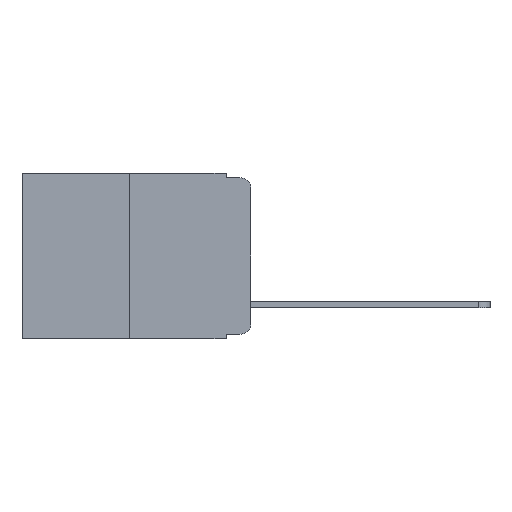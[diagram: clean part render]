
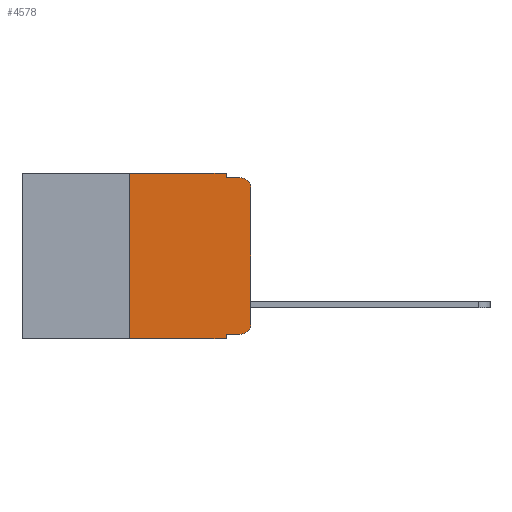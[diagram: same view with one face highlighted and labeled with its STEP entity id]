
A CAD part, left-side view. The second image highlights one B-rep face of the part: STEP entity #4578.
In plain terms, the highlighted planar face has unit normal (-1, 0, 0).
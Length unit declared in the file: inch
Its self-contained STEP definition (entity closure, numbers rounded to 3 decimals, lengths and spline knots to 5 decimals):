
#192 = CARTESIAN_POINT ( 'NONE',  ( 0., 0.051, 0. ) ) ;
#348 = EDGE_CURVE ( 'NONE', #8140, #11271, #458, .T. ) ;
#458 = CIRCLE ( 'NONE', #4739, 0.02 ) ;
#459 = CARTESIAN_POINT ( 'NONE',  ( 0., 0.25, 0. ) ) ;
#500 = CIRCLE ( 'NONE', #11290, 0.02 ) ;
#979 = CARTESIAN_POINT ( 'NONE',  ( 0., 0.051, -0.01 ) ) ;
#1108 = DIRECTION ( 'NONE',  ( -1., 0., 0. ) ) ;
#1116 = DIRECTION ( 'NONE',  ( 0., 0., -1. ) ) ;
#1217 = CARTESIAN_POINT ( 'NONE',  ( 0., 0.02, -0.313 ) ) ;
#1294 = EDGE_LOOP ( 'NONE', ( #5685, #9224, #11925, #11486, #7139, #4318, #10023, #12017, #8290, #2890 ) ) ;
#1382 = VECTOR ( 'NONE', #4115, 39.37008 ) ;
#1563 = LINE ( 'NONE', #459, #3957 ) ;
#1619 = LINE ( 'NONE', #7698, #11278 ) ;
#1753 = VERTEX_POINT ( 'NONE', #5609 ) ;
#2124 = VERTEX_POINT ( 'NONE', #7514 ) ;
#2248 = VERTEX_POINT ( 'NONE', #9644 ) ;
#2503 = DIRECTION ( 'NONE',  ( 0., 0., -1. ) ) ;
#2890 = ORIENTED_EDGE ( 'NONE', *, *, #348, .T. ) ;
#3040 = CARTESIAN_POINT ( 'NONE',  ( 0., 0.02, -0.03 ) ) ;
#3072 = DIRECTION ( 'NONE',  ( -1., 0., 0. ) ) ;
#3092 = VERTEX_POINT ( 'NONE', #5864 ) ;
#3332 = VERTEX_POINT ( 'NONE', #10770 ) ;
#3957 = VECTOR ( 'NONE', #8461, 39.37008 ) ;
#4035 = VERTEX_POINT ( 'NONE', #6894 ) ;
#4115 = DIRECTION ( 'NONE',  ( 0., 0., -1. ) ) ;
#4318 = ORIENTED_EDGE ( 'NONE', *, *, #7965, .F. ) ;
#4361 = LINE ( 'NONE', #192, #1382 ) ;
#4578 = ADVANCED_FACE ( 'NONE', ( #6295 ), #10722, .F. ) ;
#4673 = VECTOR ( 'NONE', #11712, 39.37008 ) ;
#4739 = AXIS2_PLACEMENT_3D ( 'NONE', #1217, #1108, #1116 ) ;
#4956 = DIRECTION ( 'NONE',  ( 0., -1., 0. ) ) ;
#5609 = CARTESIAN_POINT ( 'NONE',  ( 0., 0.051, 0. ) ) ;
#5685 = ORIENTED_EDGE ( 'NONE', *, *, #6445, .T. ) ;
#5735 = LINE ( 'NONE', #7844, #12240 ) ;
#5864 = CARTESIAN_POINT ( 'NONE',  ( 0., 0.25, 0. ) ) ;
#6113 = VECTOR ( 'NONE', #10767, 39.37008 ) ;
#6295 = FACE_OUTER_BOUND ( 'NONE', #1294, .T. ) ;
#6437 = CARTESIAN_POINT ( 'NONE',  ( 0., 0.473, -0.343 ) ) ;
#6445 = EDGE_CURVE ( 'NONE', #11271, #2248, #1619, .T. ) ;
#6803 = VECTOR ( 'NONE', #11736, 39.37008 ) ;
#6883 = EDGE_CURVE ( 'NONE', #2248, #7625, #500, .T. ) ;
#6894 = CARTESIAN_POINT ( 'NONE',  ( 0., 0.051, -0.343 ) ) ;
#7139 = ORIENTED_EDGE ( 'NONE', *, *, #9982, .F. ) ;
#7283 = LINE ( 'NONE', #6437, #4673 ) ;
#7348 = EDGE_CURVE ( 'NONE', #7738, #7625, #11386, .T. ) ;
#7430 = LINE ( 'NONE', #9430, #11733 ) ;
#7514 = CARTESIAN_POINT ( 'NONE',  ( 0., 0.051, -0.333 ) ) ;
#7625 = VERTEX_POINT ( 'NONE', #9373 ) ;
#7698 = CARTESIAN_POINT ( 'NONE',  ( 0., 0., 0. ) ) ;
#7738 = VERTEX_POINT ( 'NONE', #979 ) ;
#7750 = EDGE_CURVE ( 'NONE', #1753, #7738, #4361, .T. ) ;
#7844 = CARTESIAN_POINT ( 'NONE',  ( 0., 0.051, -0.333 ) ) ;
#7965 = EDGE_CURVE ( 'NONE', #3332, #3092, #1563, .T. ) ;
#8140 = VERTEX_POINT ( 'NONE', #11032 ) ;
#8290 = ORIENTED_EDGE ( 'NONE', *, *, #10720, .T. ) ;
#8461 = DIRECTION ( 'NONE',  ( 0., 0., 1. ) ) ;
#8473 = DIRECTION ( 'NONE',  ( 0., 0., 1. ) ) ;
#8728 = EDGE_CURVE ( 'NONE', #2124, #4035, #7430, .T. ) ;
#9224 = ORIENTED_EDGE ( 'NONE', *, *, #6883, .T. ) ;
#9270 = EDGE_CURVE ( 'NONE', #3332, #4035, #7283, .T. ) ;
#9373 = CARTESIAN_POINT ( 'NONE',  ( 0., 0.02, -0.01 ) ) ;
#9430 = CARTESIAN_POINT ( 'NONE',  ( 0., 0.051, 0. ) ) ;
#9487 = LINE ( 'NONE', #10902, #6803 ) ;
#9644 = CARTESIAN_POINT ( 'NONE',  ( 0., 0., -0.03 ) ) ;
#9982 = EDGE_CURVE ( 'NONE', #3092, #1753, #9487, .T. ) ;
#10023 = ORIENTED_EDGE ( 'NONE', *, *, #9270, .T. ) ;
#10275 = CARTESIAN_POINT ( 'NONE',  ( 0., 0., -0.313 ) ) ;
#10288 = DIRECTION ( 'NONE',  ( 0., 0., -1. ) ) ;
#10395 = DIRECTION ( 'NONE',  ( 0., 0., -1. ) ) ;
#10720 = EDGE_CURVE ( 'NONE', #2124, #8140, #5735, .T. ) ;
#10722 = PLANE ( 'NONE',  #10730 ) ;
#10726 = CARTESIAN_POINT ( 'NONE',  ( 0., 0.051, -0.01 ) ) ;
#10730 = AXIS2_PLACEMENT_3D ( 'NONE', #11976, #11911, #10395 ) ;
#10767 = DIRECTION ( 'NONE',  ( 0., -1., 0. ) ) ;
#10770 = CARTESIAN_POINT ( 'NONE',  ( 0., 0.25, -0.343 ) ) ;
#10902 = CARTESIAN_POINT ( 'NONE',  ( 0., 0.473, 0. ) ) ;
#11032 = CARTESIAN_POINT ( 'NONE',  ( 0., 0.02, -0.333 ) ) ;
#11271 = VERTEX_POINT ( 'NONE', #10275 ) ;
#11278 = VECTOR ( 'NONE', #8473, 39.37008 ) ;
#11290 = AXIS2_PLACEMENT_3D ( 'NONE', #3040, #3072, #2503 ) ;
#11386 = LINE ( 'NONE', #10726, #6113 ) ;
#11486 = ORIENTED_EDGE ( 'NONE', *, *, #7750, .F. ) ;
#11712 = DIRECTION ( 'NONE',  ( 0., -1., 0. ) ) ;
#11733 = VECTOR ( 'NONE', #10288, 39.37008 ) ;
#11736 = DIRECTION ( 'NONE',  ( 0., -1., 0. ) ) ;
#11911 = DIRECTION ( 'NONE',  ( 1., 0., 0. ) ) ;
#11925 = ORIENTED_EDGE ( 'NONE', *, *, #7348, .F. ) ;
#11976 = CARTESIAN_POINT ( 'NONE',  ( 0., 0.473, 0. ) ) ;
#12017 = ORIENTED_EDGE ( 'NONE', *, *, #8728, .F. ) ;
#12240 = VECTOR ( 'NONE', #4956, 39.37008 ) ;
